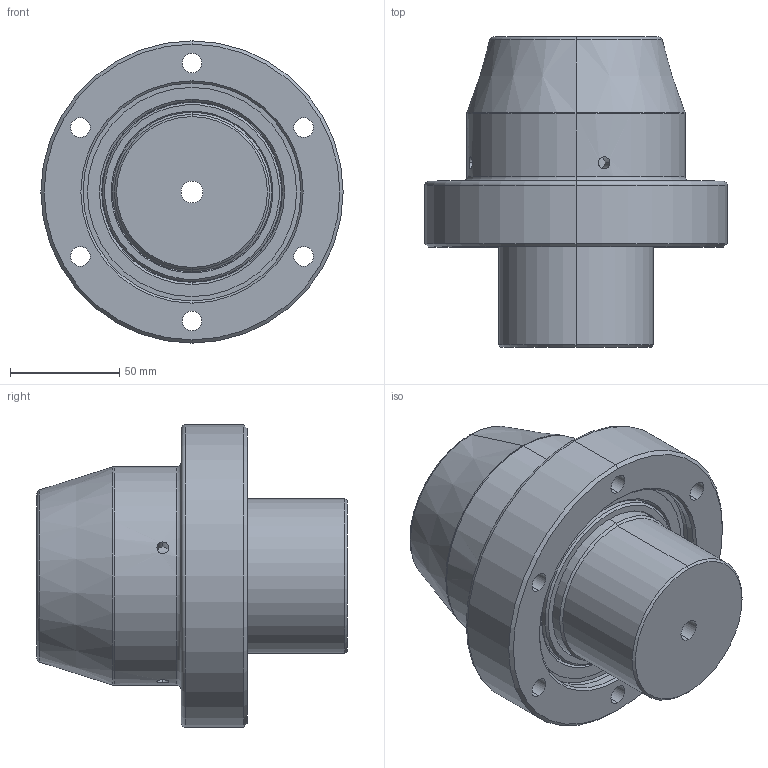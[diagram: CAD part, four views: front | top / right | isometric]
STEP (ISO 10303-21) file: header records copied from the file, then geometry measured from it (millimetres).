
FILE_DESCRIPTION (( 'STEP AP214' ), '1' );
FILE_NAME ('CPD-5C.STEP', '2020-04-27T08:41:39', ( 'COSH' ), ( '' ), 'SwSTEP 2.0', 'SolidWorks 2016', '' );
FILE_SCHEMA (( 'AUTOMOTIVE_DESIGN' ));
Length unit declared in the file: millimetre
Products named in the file (1): CPD-5C
Bounding box: 138.3 x 142 x 138.3 mm (x, y, z)
Volume: 938322.7 mm3; surface area: 160955.8 mm2
Topology: 4 solids, 4 shells, 259 faces, 606 edges, 368 vertices
Faces by surface type: cylinder 140, cone 58, plane 37, torus 24
Entity records: 11348 total; most frequent: CARTESIAN_POINT 2234, DIRECTION 1420, ORIENTED_EDGE 1196, AXIS2_PLACEMENT_3D 610, EDGE_CURVE 598, VERTEX_POINT 368, CIRCLE 350, EDGE_LOOP 340
